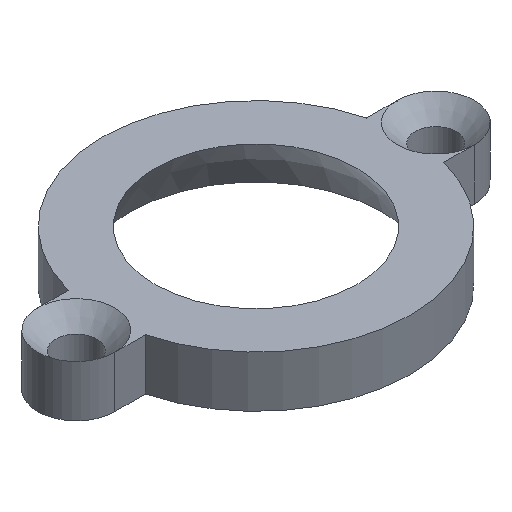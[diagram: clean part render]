
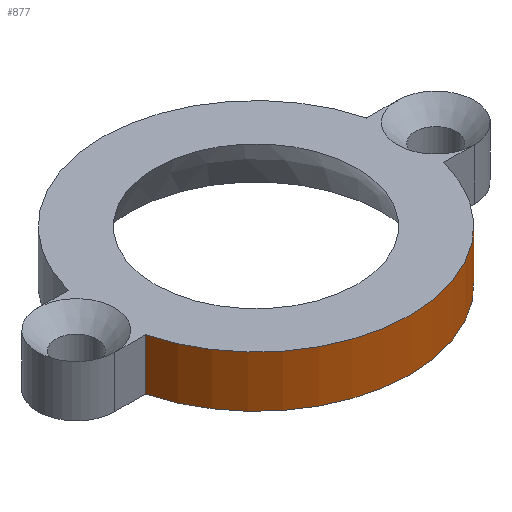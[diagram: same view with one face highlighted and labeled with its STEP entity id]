
A CAD part, isometric view. The second image highlights one B-rep face of the part: STEP entity #877.
In plain terms, the highlighted cylindrical face has radius 12 mm (diameter 24 mm), a partial arc.
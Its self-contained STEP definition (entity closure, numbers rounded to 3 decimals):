
#73 = PLANE('',#74);
#74 = AXIS2_PLACEMENT_3D('',#75,#76,#77);
#75 = CARTESIAN_POINT('',(0.,0.,4.));
#76 = DIRECTION('',(0.,0.,1.));
#77 = DIRECTION('',(1.,0.,0.));
#128 = PLANE('',#129);
#129 = AXIS2_PLACEMENT_3D('',#130,#131,#132);
#130 = CARTESIAN_POINT('',(0.,0.,0.));
#131 = DIRECTION('',(0.,0.,1.));
#132 = DIRECTION('',(1.,0.,0.));
#322 = VERTEX_POINT('',#323);
#323 = CARTESIAN_POINT('',(-11.619,-3.,0.));
#337 = PLANE('',#338);
#338 = AXIS2_PLACEMENT_3D('',#339,#340,#341);
#339 = CARTESIAN_POINT('',(-14.,-3.,0.));
#340 = DIRECTION('',(0.,1.,0.));
#341 = DIRECTION('',(1.,0.,0.));
#349 = EDGE_CURVE('',#322,#350,#352,.T.);
#350 = VERTEX_POINT('',#351);
#351 = CARTESIAN_POINT('',(11.619,-3.,0.));
#352 = SURFACE_CURVE('',#353,(#358,#365),.PCURVE_S1.);
#353 = CIRCLE('',#354,12.);
#354 = AXIS2_PLACEMENT_3D('',#355,#356,#357);
#355 = CARTESIAN_POINT('',(0.,0.,0.));
#356 = DIRECTION('',(0.,0.,1.));
#357 = DIRECTION('',(1.,0.,0.));
#358 = PCURVE('',#128,#359);
#359 = DEFINITIONAL_REPRESENTATION('',(#360),#364);
#360 = CIRCLE('',#361,12.);
#361 = AXIS2_PLACEMENT_2D('',#362,#363);
#362 = CARTESIAN_POINT('',(0.,0.));
#363 = DIRECTION('',(1.,0.));
#364 = ( GEOMETRIC_REPRESENTATION_CONTEXT(2) 
PARAMETRIC_REPRESENTATION_CONTEXT() REPRESENTATION_CONTEXT('2D SPACE',''
  ) );
#365 = PCURVE('',#366,#371);
#366 = CYLINDRICAL_SURFACE('',#367,12.);
#367 = AXIS2_PLACEMENT_3D('',#368,#369,#370);
#368 = CARTESIAN_POINT('',(0.,0.,0.));
#369 = DIRECTION('',(-0.,-0.,-1.));
#370 = DIRECTION('',(1.,0.,0.));
#371 = DEFINITIONAL_REPRESENTATION('',(#372),#376);
#372 = LINE('',#373,#374);
#373 = CARTESIAN_POINT('',(-0.,0.));
#374 = VECTOR('',#375,1.);
#375 = DIRECTION('',(-1.,0.));
#376 = ( GEOMETRIC_REPRESENTATION_CONTEXT(2) 
PARAMETRIC_REPRESENTATION_CONTEXT() REPRESENTATION_CONTEXT('2D SPACE',''
  ) );
#394 = PLANE('',#395);
#395 = AXIS2_PLACEMENT_3D('',#396,#397,#398);
#396 = CARTESIAN_POINT('',(14.,-3.,0.));
#397 = DIRECTION('',(0.,-1.,0.));
#398 = DIRECTION('',(-1.,0.,0.));
#582 = VERTEX_POINT('',#583);
#583 = CARTESIAN_POINT('',(-11.619,-3.,4.));
#604 = EDGE_CURVE('',#582,#605,#607,.T.);
#605 = VERTEX_POINT('',#606);
#606 = CARTESIAN_POINT('',(11.619,-3.,4.));
#607 = SURFACE_CURVE('',#608,(#613,#620),.PCURVE_S1.);
#608 = CIRCLE('',#609,12.);
#609 = AXIS2_PLACEMENT_3D('',#610,#611,#612);
#610 = CARTESIAN_POINT('',(0.,0.,4.));
#611 = DIRECTION('',(0.,0.,1.));
#612 = DIRECTION('',(1.,0.,0.));
#613 = PCURVE('',#73,#614);
#614 = DEFINITIONAL_REPRESENTATION('',(#615),#619);
#615 = CIRCLE('',#616,12.);
#616 = AXIS2_PLACEMENT_2D('',#617,#618);
#617 = CARTESIAN_POINT('',(0.,0.));
#618 = DIRECTION('',(1.,0.));
#619 = ( GEOMETRIC_REPRESENTATION_CONTEXT(2) 
PARAMETRIC_REPRESENTATION_CONTEXT() REPRESENTATION_CONTEXT('2D SPACE',''
  ) );
#620 = PCURVE('',#366,#621);
#621 = DEFINITIONAL_REPRESENTATION('',(#622),#626);
#622 = LINE('',#623,#624);
#623 = CARTESIAN_POINT('',(-0.,-4.));
#624 = VECTOR('',#625,1.);
#625 = DIRECTION('',(-1.,0.));
#626 = ( GEOMETRIC_REPRESENTATION_CONTEXT(2) 
PARAMETRIC_REPRESENTATION_CONTEXT() REPRESENTATION_CONTEXT('2D SPACE',''
  ) );
#829 = EDGE_CURVE('',#350,#605,#830,.T.);
#830 = SURFACE_CURVE('',#831,(#835,#842),.PCURVE_S1.);
#831 = LINE('',#832,#833);
#832 = CARTESIAN_POINT('',(11.619,-3.,0.));
#833 = VECTOR('',#834,1.);
#834 = DIRECTION('',(0.,0.,1.));
#835 = PCURVE('',#394,#836);
#836 = DEFINITIONAL_REPRESENTATION('',(#837),#841);
#837 = LINE('',#838,#839);
#838 = CARTESIAN_POINT('',(2.381,0.));
#839 = VECTOR('',#840,1.);
#840 = DIRECTION('',(0.,-1.));
#841 = ( GEOMETRIC_REPRESENTATION_CONTEXT(2) 
PARAMETRIC_REPRESENTATION_CONTEXT() REPRESENTATION_CONTEXT('2D SPACE',''
  ) );
#842 = PCURVE('',#366,#843);
#843 = DEFINITIONAL_REPRESENTATION('',(#844),#848);
#844 = LINE('',#845,#846);
#845 = CARTESIAN_POINT('',(-6.031,0.));
#846 = VECTOR('',#847,1.);
#847 = DIRECTION('',(-0.,-1.));
#848 = ( GEOMETRIC_REPRESENTATION_CONTEXT(2) 
PARAMETRIC_REPRESENTATION_CONTEXT() REPRESENTATION_CONTEXT('2D SPACE',''
  ) );
#856 = EDGE_CURVE('',#322,#582,#857,.T.);
#857 = SURFACE_CURVE('',#858,(#862,#869),.PCURVE_S1.);
#858 = LINE('',#859,#860);
#859 = CARTESIAN_POINT('',(-11.619,-3.,0.));
#860 = VECTOR('',#861,1.);
#861 = DIRECTION('',(0.,0.,1.));
#862 = PCURVE('',#337,#863);
#863 = DEFINITIONAL_REPRESENTATION('',(#864),#868);
#864 = LINE('',#865,#866);
#865 = CARTESIAN_POINT('',(2.381,0.));
#866 = VECTOR('',#867,1.);
#867 = DIRECTION('',(0.,-1.));
#868 = ( GEOMETRIC_REPRESENTATION_CONTEXT(2) 
PARAMETRIC_REPRESENTATION_CONTEXT() REPRESENTATION_CONTEXT('2D SPACE',''
  ) );
#869 = PCURVE('',#366,#870);
#870 = DEFINITIONAL_REPRESENTATION('',(#871),#875);
#871 = LINE('',#872,#873);
#872 = CARTESIAN_POINT('',(-3.394,0.));
#873 = VECTOR('',#874,1.);
#874 = DIRECTION('',(-0.,-1.));
#875 = ( GEOMETRIC_REPRESENTATION_CONTEXT(2) 
PARAMETRIC_REPRESENTATION_CONTEXT() REPRESENTATION_CONTEXT('2D SPACE',''
  ) );
#877 = ADVANCED_FACE('',(#878),#366,.T.);
#878 = FACE_BOUND('',#879,.F.);
#879 = EDGE_LOOP('',(#880,#881,#882,#883));
#880 = ORIENTED_EDGE('',*,*,#856,.T.);
#881 = ORIENTED_EDGE('',*,*,#604,.T.);
#882 = ORIENTED_EDGE('',*,*,#829,.F.);
#883 = ORIENTED_EDGE('',*,*,#349,.F.);
